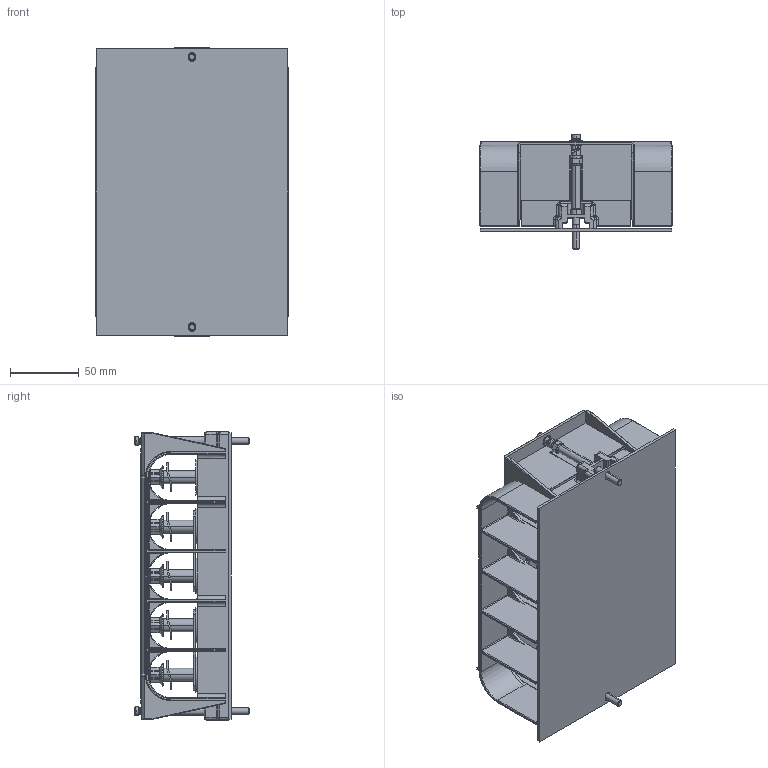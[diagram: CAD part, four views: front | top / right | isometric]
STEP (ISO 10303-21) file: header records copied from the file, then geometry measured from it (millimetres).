
FILE_DESCRIPTION((''),'2;1');
FILE_NAME('32429051003','2019-09-24T',('presta_be4'),(''),'PRO/ENGINEER BY PARAMETRIC TECHNOLOGY CORPORATION, 2014310','PRO/ENGINEER BY PARAMETRIC TECHNOLOGY CORPORATION, 2014310','');
FILE_SCHEMA(('CONFIG_CONTROL_DESIGN'));
Products named in the file (1): 32429051003
Bounding box: 140.4 x 83.34 x 210.2 mm (x, y, z)
Volume: 343481.4 mm3; surface area: 253268.5 mm2
Topology: 6 solids, 6 shells, 3193 faces, 8707 edges, 5616 vertices
Faces by surface type: plane 2024, cylinder 762, cone 166, torus 111, bspline 110, sphere 20
Entity records: 145406 total; most frequent: CARTESIAN_POINT 65529, ORIENTED_EDGE 17390, DIRECTION 15363, EDGE_CURVE 8695, VECTOR 6173, LINE 6173, VERTEX_POINT 5616, AXIS2_PLACEMENT_3D 4595
